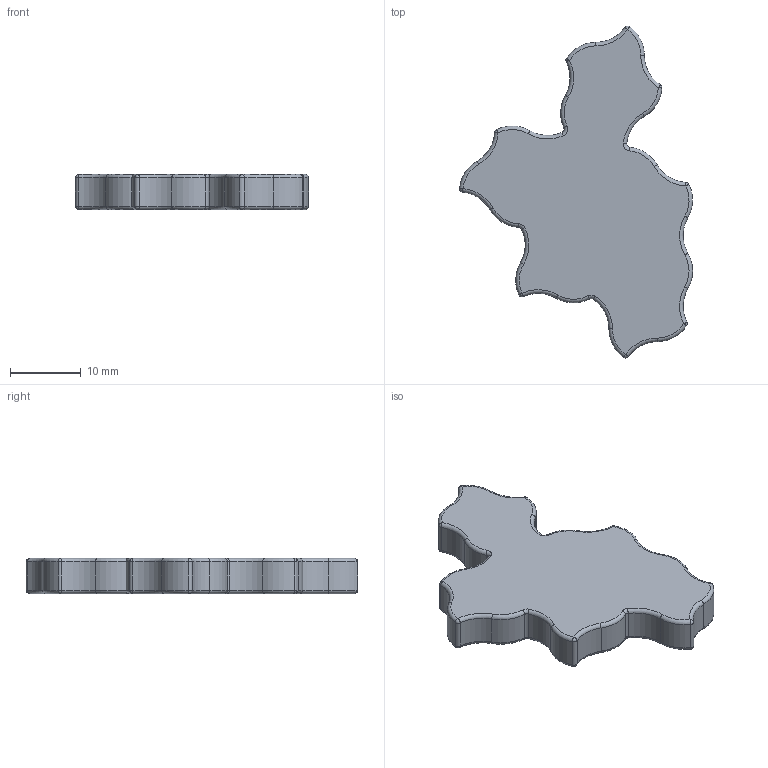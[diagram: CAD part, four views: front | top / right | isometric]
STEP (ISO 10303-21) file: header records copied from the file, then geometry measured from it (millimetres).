
FILE_DESCRIPTION(/* description */ ('STEP AP242','CAx-IF Rec.Pracs.---Representation and Presentation of Product Manufacturing Information (PMI)---4.0---2014-10-13','CAx-IF Rec.Pracs.---3D Tessellated Geometry---0.4---2014-09-14','2;1'),/* implementation_level */ '2;1');
FILE_NAME(/* name */ '647de5b8d4b9ec3616a3a012',/* time_stamp */ '2023-06-05T13:40:09Z',/* author */ (''),/* organization */ (''),/* preprocessor_version */ 'ST-DEVELOPER v19.4',/* originating_system */ ' ',/* authorisation */ ' ');
FILE_SCHEMA (('AP242_MANAGED_MODEL_BASED_3D_ENGINEERING_MIM_LF { 1 0 10303 442 1 1 4 }'));
Length unit declared in the file: metre
Products named in the file (1): chiral aperiodic monotile
Bounding box: 32.96 x 46.94 x 5 mm (x, y, z)
Volume: 4081.9 mm3; surface area: 2301.2 mm2
Topology: 1 solids, 1 shells, 125 faces, 287 edges, 146 vertices
Faces by surface type: torus 64, cylinder 41, sphere 18, plane 2
Entity records: 3433 total; most frequent: DIRECTION 749, CARTESIAN_POINT 541, ORIENTED_EDGE 538, AXIS2_PLACEMENT_3D 354, EDGE_CURVE 269, CIRCLE 228, VERTEX_POINT 146, EDGE_LOOP 125
